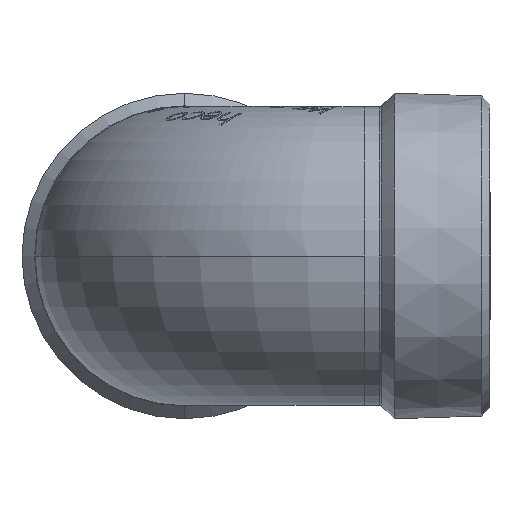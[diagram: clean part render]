
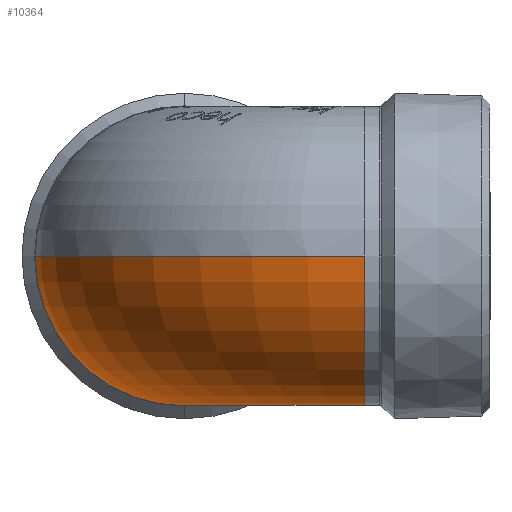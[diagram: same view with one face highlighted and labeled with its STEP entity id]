
A CAD part, left-side view. The second image highlights one B-rep face of the part: STEP entity #10364.
In plain terms, the highlighted toroidal (fillet/blend) face has major radius 33 mm and minor radius 27.4 mm.
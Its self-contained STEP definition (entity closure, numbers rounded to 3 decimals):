
#139 = DIRECTION ( 'NONE',  ( 1., 0., 0. ) ) ;
#258 = CARTESIAN_POINT ( 'NONE',  ( 0., -33., 0. ) ) ;
#684 = CARTESIAN_POINT ( 'NONE',  ( -27.4, -33., 0. ) ) ;
#729 = CARTESIAN_POINT ( 'NONE',  ( 0., -33., 0. ) ) ;
#868 = EDGE_CURVE ( 'NONE', #2821, #8282, #2095, .T. ) ;
#913 = AXIS2_PLACEMENT_3D ( 'NONE', #5499, #12401, #3551 ) ;
#1005 = ORIENTED_EDGE ( 'NONE', *, *, #868, .F. ) ;
#1101 = DIRECTION ( 'NONE',  ( -1., 0., 0. ) ) ;
#1103 = VERTEX_POINT ( 'NONE', #10625 ) ;
#1268 = AXIS2_PLACEMENT_3D ( 'NONE', #3048, #12045, #139 ) ;
#1414 = ORIENTED_EDGE ( 'NONE', *, *, #8826, .T. ) ;
#1554 = ORIENTED_EDGE ( 'NONE', *, *, #6766, .F. ) ;
#1933 = DIRECTION ( 'NONE',  ( 0., -1., 0. ) ) ;
#2095 = CIRCLE ( 'NONE', #5441, 27.4 ) ;
#2221 = AXIS2_PLACEMENT_3D ( 'NONE', #5165, #12154, #6162 ) ;
#2355 = DIRECTION ( 'NONE',  ( 0., 0., 1. ) ) ;
#2660 = CIRCLE ( 'NONE', #2221, 60.4 ) ;
#2821 = VERTEX_POINT ( 'NONE', #684 ) ;
#2948 = DIRECTION ( 'NONE',  ( 0., 0., 1. ) ) ;
#3048 = CARTESIAN_POINT ( 'NONE',  ( 33., -33., 0. ) ) ;
#3193 = DIRECTION ( 'NONE',  ( -1., 0., 0. ) ) ;
#3551 = DIRECTION ( 'NONE',  ( 1., 0., 0. ) ) ;
#3783 = VERTEX_POINT ( 'NONE', #4405 ) ;
#3812 = ORIENTED_EDGE ( 'NONE', *, *, #10718, .T. ) ;
#4159 = DIRECTION ( 'NONE',  ( 0., -1., 0. ) ) ;
#4196 = CARTESIAN_POINT ( 'NONE',  ( 0., -33., -27.4 ) ) ;
#4272 = DIRECTION ( 'NONE',  ( 0., 0., 1. ) ) ;
#4405 = CARTESIAN_POINT ( 'NONE',  ( 27.4, -33., 0. ) ) ;
#4536 = CARTESIAN_POINT ( 'NONE',  ( 33., 27.4, 0. ) ) ;
#5047 = EDGE_CURVE ( 'NONE', #8172, #9099, #10547, .T. ) ;
#5165 = CARTESIAN_POINT ( 'NONE',  ( 33., -33., 0. ) ) ;
#5441 = AXIS2_PLACEMENT_3D ( 'NONE', #729, #1933, #2948 ) ;
#5444 = EDGE_LOOP ( 'NONE', ( #6220, #12065, #1414, #3812, #1554, #1005 ) ) ;
#5499 = CARTESIAN_POINT ( 'NONE',  ( 33., -33., 0. ) ) ;
#5660 = EDGE_CURVE ( 'NONE', #8172, #2821, #2660, .T. ) ;
#6156 = CARTESIAN_POINT ( 'NONE',  ( 33., 0., 0. ) ) ;
#6162 = DIRECTION ( 'NONE',  ( 1., 0., 0. ) ) ;
#6220 = ORIENTED_EDGE ( 'NONE', *, *, #5660, .F. ) ;
#6354 = CARTESIAN_POINT ( 'NONE',  ( 33., 0., 0. ) ) ;
#6766 = EDGE_CURVE ( 'NONE', #8282, #3783, #11877, .T. ) ;
#7163 = AXIS2_PLACEMENT_3D ( 'NONE', #6156, #1101, #4272 ) ;
#7818 = AXIS2_PLACEMENT_3D ( 'NONE', #258, #4159, #9327 ) ;
#7977 = TOROIDAL_SURFACE ( 'NONE', #913, 33., 27.4 ) ;
#8172 = VERTEX_POINT ( 'NONE', #4536 ) ;
#8282 = VERTEX_POINT ( 'NONE', #4196 ) ;
#8826 = EDGE_CURVE ( 'NONE', #9099, #1103, #9566, .T. ) ;
#9099 = VERTEX_POINT ( 'NONE', #11839 ) ;
#9197 = CIRCLE ( 'NONE', #1268, 5.6 ) ;
#9327 = DIRECTION ( 'NONE',  ( 0., 0., 1. ) ) ;
#9566 = CIRCLE ( 'NONE', #7163, 27.4 ) ;
#10133 = FACE_OUTER_BOUND ( 'NONE', #5444, .T. ) ;
#10364 = ADVANCED_FACE ( 'NONE', ( #10133 ), #7977, .T. ) ;
#10547 = CIRCLE ( 'NONE', #10591, 27.4 ) ;
#10591 = AXIS2_PLACEMENT_3D ( 'NONE', #6354, #3193, #2355 ) ;
#10625 = CARTESIAN_POINT ( 'NONE',  ( 33., -27.4, 0. ) ) ;
#10718 = EDGE_CURVE ( 'NONE', #1103, #3783, #9197, .T. ) ;
#11839 = CARTESIAN_POINT ( 'NONE',  ( 33., 0., -27.4 ) ) ;
#11877 = CIRCLE ( 'NONE', #7818, 27.4 ) ;
#12045 = DIRECTION ( 'NONE',  ( 0., 0., 1. ) ) ;
#12065 = ORIENTED_EDGE ( 'NONE', *, *, #5047, .T. ) ;
#12154 = DIRECTION ( 'NONE',  ( 0., 0., 1. ) ) ;
#12401 = DIRECTION ( 'NONE',  ( 0., 0., 1. ) ) ;
